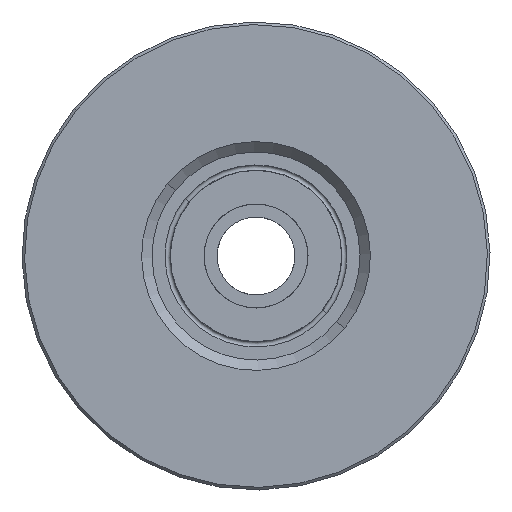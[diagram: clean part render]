
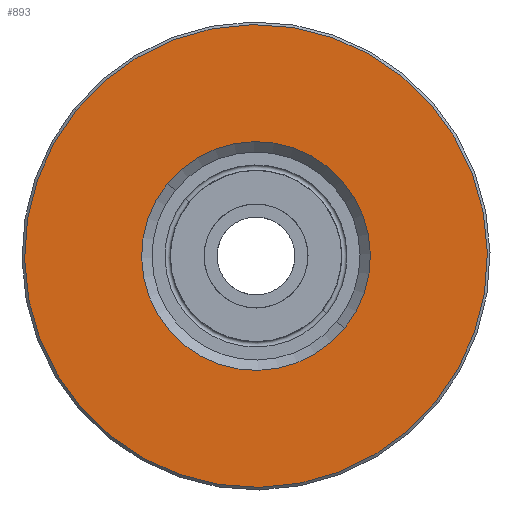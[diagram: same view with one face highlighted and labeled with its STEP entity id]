
A CAD part, front view. The second image highlights one B-rep face of the part: STEP entity #893.
In plain terms, the highlighted planar face has unit normal (0, -1, 0).
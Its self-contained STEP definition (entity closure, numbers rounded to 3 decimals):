
#13 = DIRECTION ( 'NONE',  ( 0., 0., 1. ) ) ;
#42 = CIRCLE ( 'NONE', #837, 4.4 ) ;
#72 = VERTEX_POINT ( 'NONE', #1333 ) ;
#128 = DIRECTION ( 'NONE',  ( 0., -1., 0. ) ) ;
#229 = VERTEX_POINT ( 'NONE', #858 ) ;
#275 = PLANE ( 'NONE',  #1229 ) ;
#411 = ORIENTED_EDGE ( 'NONE', *, *, #580, .T. ) ;
#491 = DIRECTION ( 'NONE',  ( 0., -1., 0. ) ) ;
#507 = AXIS2_PLACEMENT_3D ( 'NONE', #531, #1659, #699 ) ;
#531 = CARTESIAN_POINT ( 'NONE',  ( 0., -4.25, 0. ) ) ;
#554 = EDGE_LOOP ( 'NONE', ( #1894, #411 ) ) ;
#580 = EDGE_CURVE ( 'NONE', #72, #2029, #1752, .T. ) ;
#609 = EDGE_CURVE ( 'NONE', #2029, #72, #42, .T. ) ;
#658 = CARTESIAN_POINT ( 'NONE',  ( 0., -4.25, -8.9 ) ) ;
#699 = DIRECTION ( 'NONE',  ( 0., 0., 1. ) ) ;
#712 = DIRECTION ( 'NONE',  ( 0., 1., 0. ) ) ;
#837 = AXIS2_PLACEMENT_3D ( 'NONE', #1664, #712, #1826 ) ;
#848 = CARTESIAN_POINT ( 'NONE',  ( 0., -4.25, -4.4 ) ) ;
#856 = VERTEX_POINT ( 'NONE', #658 ) ;
#858 = CARTESIAN_POINT ( 'NONE',  ( 0., -4.25, 8.9 ) ) ;
#893 = ADVANCED_FACE ( 'NONE', ( #1620, #1349 ), #275, .F. ) ;
#940 = EDGE_LOOP ( 'NONE', ( #1783, #1266 ) ) ;
#995 = CIRCLE ( 'NONE', #1937, 8.9 ) ;
#1060 = CARTESIAN_POINT ( 'NONE',  ( 4., -4.25, 0. ) ) ;
#1096 = CARTESIAN_POINT ( 'NONE',  ( 0., -4.25, 0. ) ) ;
#1229 = AXIS2_PLACEMENT_3D ( 'NONE', #1060, #1584, #13 ) ;
#1254 = DIRECTION ( 'NONE',  ( 0., 0., 1. ) ) ;
#1266 = ORIENTED_EDGE ( 'NONE', *, *, #1738, .T. ) ;
#1333 = CARTESIAN_POINT ( 'NONE',  ( 0., -4.25, 4.4 ) ) ;
#1349 = FACE_BOUND ( 'NONE', #554, .T. ) ;
#1455 = CARTESIAN_POINT ( 'NONE',  ( 0., -4.25, 0. ) ) ;
#1584 = DIRECTION ( 'NONE',  ( 0., 1., 0. ) ) ;
#1618 = DIRECTION ( 'NONE',  ( 0., 0., 1. ) ) ;
#1620 = FACE_OUTER_BOUND ( 'NONE', #940, .T. ) ;
#1659 = DIRECTION ( 'NONE',  ( 0., 1., 0. ) ) ;
#1664 = CARTESIAN_POINT ( 'NONE',  ( 0., -4.25, 0. ) ) ;
#1738 = EDGE_CURVE ( 'NONE', #856, #229, #1821, .T. ) ;
#1752 = CIRCLE ( 'NONE', #507, 4.4 ) ;
#1783 = ORIENTED_EDGE ( 'NONE', *, *, #1913, .T. ) ;
#1821 = CIRCLE ( 'NONE', #1972, 8.9 ) ;
#1826 = DIRECTION ( 'NONE',  ( 0., 0., 1. ) ) ;
#1894 = ORIENTED_EDGE ( 'NONE', *, *, #609, .T. ) ;
#1913 = EDGE_CURVE ( 'NONE', #229, #856, #995, .T. ) ;
#1937 = AXIS2_PLACEMENT_3D ( 'NONE', #1455, #491, #1618 ) ;
#1972 = AXIS2_PLACEMENT_3D ( 'NONE', #1096, #128, #1254 ) ;
#2029 = VERTEX_POINT ( 'NONE', #848 ) ;
